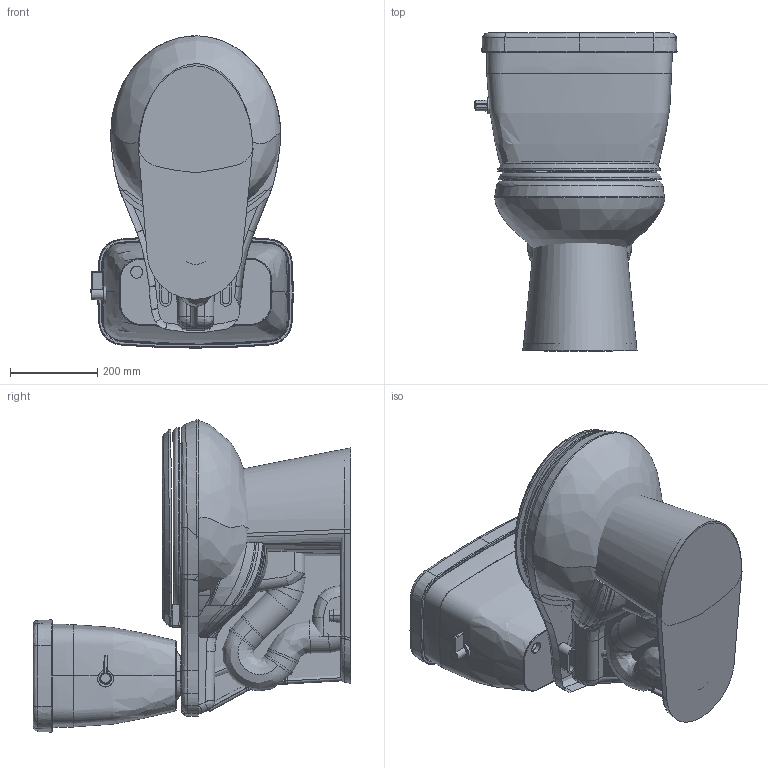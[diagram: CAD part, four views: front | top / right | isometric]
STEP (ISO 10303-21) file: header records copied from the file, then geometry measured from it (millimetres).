
FILE_DESCRIPTION (( 'STEP AP203' ), '1' );
FILE_NAME ('235R Assembly.STEP', '2016-08-26T22:13:43', ( '' ), ( '' ), 'SwSTEP 2.0', 'SolidWorks 2015', '' );
FILE_SCHEMA (( 'CONFIG_CONTROL_DESIGN' ));
Length unit declared in the file: inch
Products named in the file (163): Updated_Flapperless_Lid031; Updated_Flapperless_Lid023; 235R Assembly; Updated_Flapperless_Tank_11_3_017; Updated_Flapperless_Lid065; Updated_Flapperless_Tank_11_3_024; Updated_Flapperless_Tank_11_3_007; Updated_Flapperless_Lid047; Updated_Flapperless_Tank_11_3_030; Updated_Flapperless_Tank_11_3_018; Updated_Flapperless_Lid042; Updated_Flapperless_Lid078; Updated_Flapperless_Lid062; Updated_Flapperless_Lid045; BoltCoverLeft; Fillet001; Updated_Flapperless_Lid081; Updated_Flapperless_Lid010; Seat_final; Updated_Flapperless_Lid069; Updated_Flapperless_Lid013; Updated_Flapperless_Tank_11_3_033; Lid_final; Achilles_Bottom001; Updated_Flapperless_Lid026; Updated_Flapperless_Lid034; Updated_Flapperless_Lid012; Updated_Flapperless_Tank_11_3_031; Updated_Flapperless_Lid046; Updated_Flapperless_Lid063; Updated_Flapperless_Lid083; Updated_Flapperless_Lid061; Updated_Flapperless_Tank_11_3_027; Updated_Flapperless_Lid002; Updated_Flapperless_Lid073; Updated_Flapperless_Lid008; Updated_Flapperless_Lid024; Tube_footer_Fillet; Updated_Flapperless_Lid005; Updated_Flapperless_Tank_11_3_025 ...
Assembly tree (162 placements, depth 2):
  235R Assembly
    Fillet001
    Updated_Flapperless_Tank_11_3_028
    Updated_Flapperless_Tank_11_3_029
    Updated_Flapperless_Lid092
    Updated_Flapperless_Lid093
    Updated_Flapperless_Tank_11_3_027
    Updated_Flapperless_Lid094
    Updated_Flapperless_Lid091
    Updated_Flapperless_Lid015
    Updated_Flapperless_Lid014
    Bowl_Hole
    Updated_Flapperless_Lid083
    Updated_Flapperless_Lid082
    Updated_Flapperless_Tank_11_3_024
    Updated_Flapperless_Tank_11_3_025
    Updated_Flapperless_Tank_11_3_026
    Updated_Flapperless_Tank_11_3_022
    Updated_Flapperless_Tank_11_3_023
    Updated_Flapperless_Lid016
    Updated_Flapperless_Tank_11_3_030
    Updated_Flapperless_Tank_11_3_031
    Updated_Flapperless_Tank_11_3_032
    Updated_Flapperless_Tank_11_3_033
    Updated_Flapperless_Lid
    Updated_Flapperless_Lid088
    Top_Back002
    Updated_Flapperless_Lid090
    Updated_Flapperless_Lid089
    Updated_Flapperless_Lid084
    Updated_Flapperless_Lid087
    Updated_Flapperless_Lid086
    Updated_Flapperless_Lid085
    Updated_Flapperless_Lid017
    Updated_Flapperless_Lid003
    Updated_Flapperless_Lid010
    Updated_Flapperless_Lid009
    Updated_Flapperless_Lid011
    Updated_Flapperless_Lid068
    Updated_Flapperless_Lid060
    Updated_Flapperless_Lid008
    Updated_Flapperless_Lid006
    Updated_Flapperless_Lid005
    Updated_Flapperless_Lid069
    Updated_Flapperless_Lid062
    Updated_Flapperless_Lid013
    Updated_Flapperless_Lid007
    Updated_Flapperless_Lid064
    Updated_Flapperless_Lid004
    Updated_Flapperless_Lid012
    Updated_Flapperless_Lid063
    Updated_Flapperless_Lid065
    Updated_Flapperless_Lid066
    Updated_Flapperless_Lid067
    Filler_Top001
    Outside_Bowl001
    Updated_Flapperless_Lid070
    Updated_Flapperless_Lid071
    Updated_Flapperless_Lid072
    Achilles_Top
Bounding box: 462.74 x 728.36 x 715.14 mm (x, y, z)
Volume: 31553279.2 mm3; surface area: 3756657.2 mm2
Topology: 23 solids, 164 shells, 662 faces, 3897 edges, 3413 vertices
Faces by surface type: bspline 302, cylinder 165, plane 146, cone 49
Entity records: 199706 total; most frequent: CARTESIAN_POINT 159154, ORIENTED_EDGE 5106, EDGE_CURVE 3885, VERTEX_POINT 3413, B_SPLINE_CURVE_WITH_KNOTS 2696, DIRECTION 2417, PERSON_AND_ORGANIZATION 1466, LOCAL_TIME 1139
